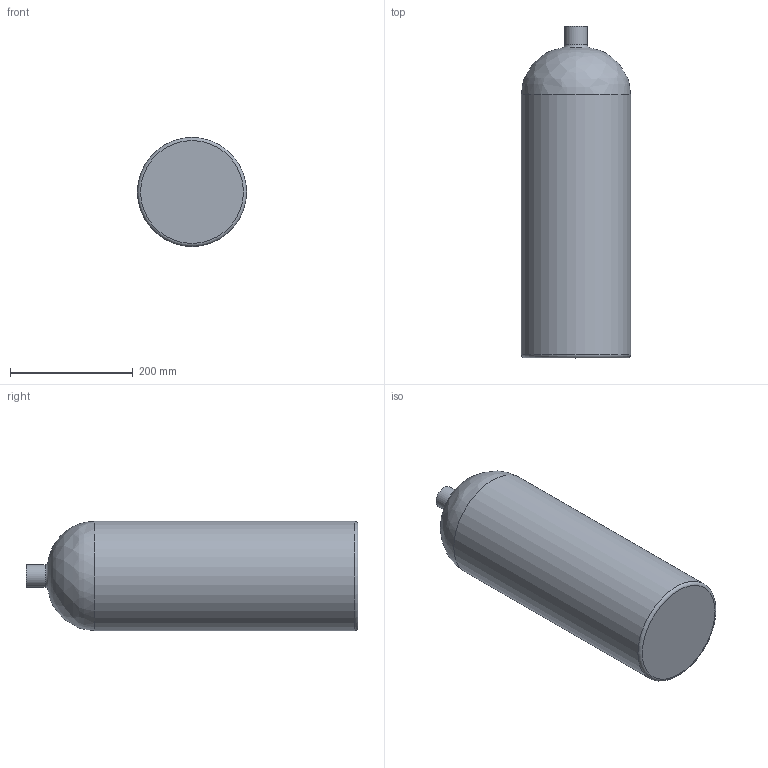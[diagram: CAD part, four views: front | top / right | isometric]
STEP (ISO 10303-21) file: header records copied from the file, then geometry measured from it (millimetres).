
FILE_DESCRIPTION(/* description */ (''),/* implementation_level */ '2;1');
FILE_NAME(/* name */ '40ft3 Air Cyllinder 2015 psi.step',/* time_stamp */ '2025-11-18T11:03:18-05:00',/* author */ (''),/* organization */ (''),/* preprocessor_version */ 'ST-DEVELOPER v20.1',/* originating_system */ 'Autodesk Translation Framework v14.21.0.0',/* authorisation */ '');
FILE_SCHEMA (('AUTOMOTIVE_DESIGN { 1 0 10303 214 3 1 1 }'));
Length unit declared in the file: millimetre
Products named in the file (1): 40ft3 Air Cyllinder 2015 psi
Bounding box: 177.8 x 540.66 x 177.8 mm (x, y, z)
Volume: 1534457.9 mm3; surface area: 602550.6 mm2
Topology: 1 solids, 1 shells, 11 faces, 18 edges, 10 vertices
Faces by surface type: cylinder 4, plane 3, bspline 2, torus 2
Full cylindrical faces by diameter (mm): 24 x1, 36.7 x1, 167.64 x1, 177.8 x1
Entity records: 360 total; most frequent: CARTESIAN_POINT 110, DIRECTION 52, ORIENTED_EDGE 36, AXIS2_PLACEMENT_3D 24, EDGE_CURVE 18, CIRCLE 14, EDGE_LOOP 12, FACE_OUTER_BOUND 11
